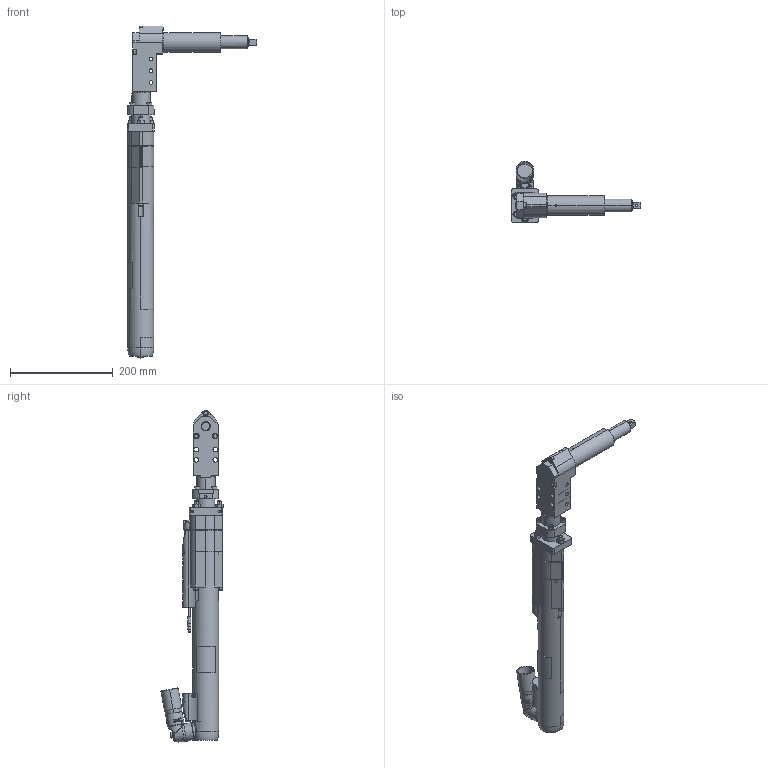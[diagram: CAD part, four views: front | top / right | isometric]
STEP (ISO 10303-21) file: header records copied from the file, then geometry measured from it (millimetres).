
FILE_DESCRIPTION((''),'2;1');
FILE_NAME('EXT_COMP_SW0003','2023-11-22T09:21:15',('INEdipo'),(''),'CREO PARAMETRIC BY PTC INC, 2022414','CREO PARAMETRIC BY PTC INC, 2022414','');
FILE_SCHEMA(('AP242_MANAGED_MODEL_BASED_3D_ENGINEERING_MIM_LF { 1 0 10303 442 1 1 4 }'));
Products named in the file (1): EXT_COMP_SW0003
Bounding box: 250.8 x 120.47 x 644.71 mm (x, y, z)
Volume: 1578621.1 mm3; surface area: 211443.8 mm2
Topology: 1 solids, 1 shells, 1942 faces, 5086 edges, 3246 vertices
Faces by surface type: plane 865, cylinder 575, bspline 222, torus 146, cone 84, sphere 40, extrusion 6, revolution 4
Entity records: 88381 total; most frequent: CARTESIAN_POINT 28810, ORIENTED_EDGE 10136, DIRECTION 9121, EDGE_CURVE 5068, AXIS2_PLACEMENT_3D 3358, VERTEX_POINT 3245, VECTOR 2401, LINE 2395
